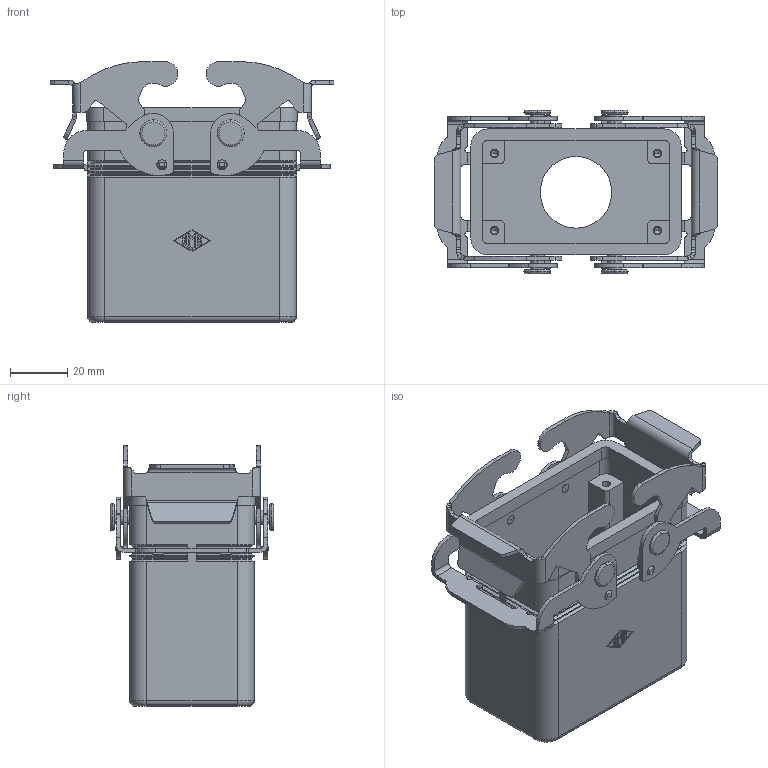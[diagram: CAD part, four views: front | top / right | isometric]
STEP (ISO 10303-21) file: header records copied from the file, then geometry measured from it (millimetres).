
FILE_DESCRIPTION((''),'2;1');
FILE_NAME('MVFV 10 G25.stp','2006-12-19T10:34:32',('gembarski'),(''),'Autodesk Inventor 7','Autodesk Inventor 7','');
FILE_SCHEMA(('AUTOMOTIVE_DESIGN { 1 0 10303 214 1 1 1 1 }'));
Length unit declared in the file: millimetre
Products named in the file (1): MVFV 10 G25
Bounding box: 98.97 x 57 x 91 mm (x, y, z)
Volume: 81619.3 mm3; surface area: 55210.2 mm2
Topology: 3 solids, 3 shells, 706 faces, 1901 edges, 1214 vertices
Faces by surface type: bspline 291, plane 205, cylinder 182, cone 16, torus 12
Entity records: 27400 total; most frequent: CARTESIAN_POINT 10343, ORIENTED_EDGE 3770, DIRECTION 3253, EDGE_CURVE 1885, VERTEX_POINT 1214, VECTOR 1197, LINE 1197, AXIS2_PLACEMENT_3D 1028
